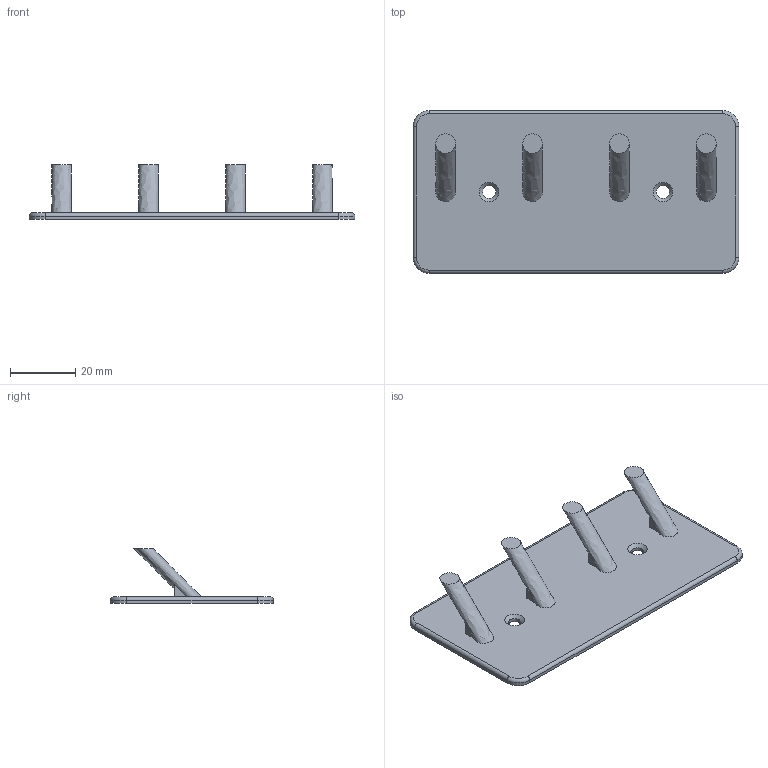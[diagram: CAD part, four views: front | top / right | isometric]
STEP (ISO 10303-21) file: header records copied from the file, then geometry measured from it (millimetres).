
FILE_DESCRIPTION(('HOOPS Exchange Step'),'2;1');
FILE_NAME('068-v2.stp','2024-09-09T10:42:15+07:00',('nguye'),('Unknown organisation'),'HOOPS Exchange 2023.2','HOOPS Exchange','Unknown authorisation');
FILE_SCHEMA( ('AP203_CONFIGURATION_CONTROLLED_3D_DESIGN_OF_MECHANICAL_PARTS_AND_ASSEMBLIES_MIM_LF') );
Length unit declared in the file: millimetre
Products named in the file (1): 068-v2
Bounding box: 100 x 50 x 16.85 mm (x, y, z)
Volume: 11606 mm3; surface area: 11733.7 mm2
Topology: 1 solids, 1 shells, 42 faces, 104 edges, 68 vertices
Faces by surface type: plane 22, cylinder 10, bspline 4, torus 4, cone 2
Full cylindrical faces by diameter (mm): 4 x2
Entity records: 1453 total; most frequent: CARTESIAN_POINT 415, DIRECTION 218, ORIENTED_EDGE 208, EDGE_CURVE 104, AXIS2_PLACEMENT_3D 83, VERTEX_POINT 68, VECTOR 52, LINE 52
